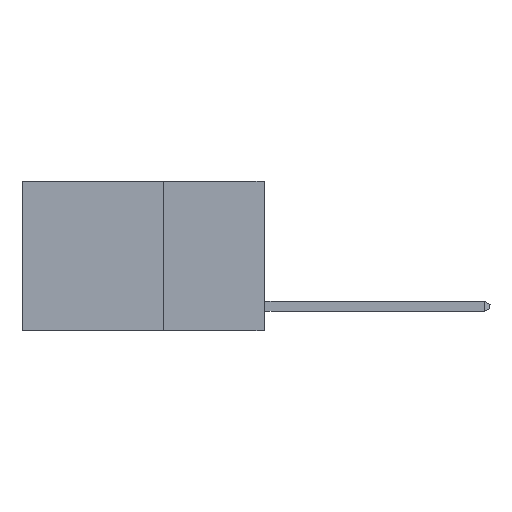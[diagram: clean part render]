
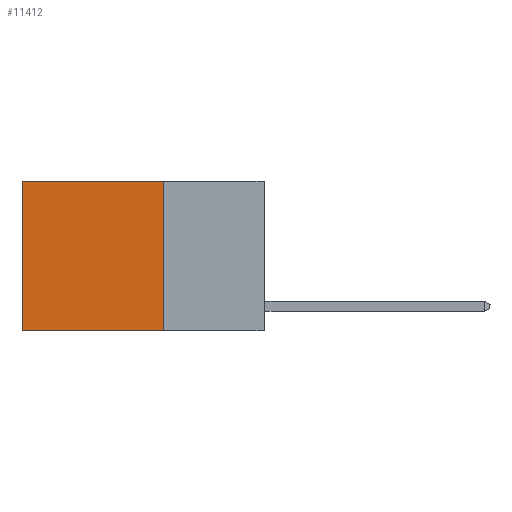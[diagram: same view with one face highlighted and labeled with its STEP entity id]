
A CAD part, left-side view. The second image highlights one B-rep face of the part: STEP entity #11412.
In plain terms, the highlighted planar face has unit normal (-1, 0, 0).
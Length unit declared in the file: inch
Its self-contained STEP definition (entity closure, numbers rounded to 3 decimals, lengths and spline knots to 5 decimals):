
#601 = CARTESIAN_POINT ( 'NONE',  ( 0.2625, 0.25, 0. ) ) ;
#684 = CARTESIAN_POINT ( 'NONE',  ( 0.2625, 0.25, 0. ) ) ;
#1380 = LINE ( 'NONE', #20470, #6787 ) ;
#1647 = VECTOR ( 'NONE', #21800, 39.37008 ) ;
#1928 = LINE ( 'NONE', #684, #4452 ) ;
#2847 = CARTESIAN_POINT ( 'NONE',  ( 0.2625, 0.6, -0.37 ) ) ;
#2969 = EDGE_CURVE ( 'NONE', #9239, #13925, #20018, .T. ) ;
#3261 = CARTESIAN_POINT ( 'NONE',  ( 0.2625, 0.6, 0. ) ) ;
#3293 = ORIENTED_EDGE ( 'NONE', *, *, #21189, .T. ) ;
#3776 = VECTOR ( 'NONE', #16079, 39.37008 ) ;
#4452 = VECTOR ( 'NONE', #23127, 39.37008 ) ;
#6787 = VECTOR ( 'NONE', #8275, 39.37008 ) ;
#7026 = LINE ( 'NONE', #7545, #1647 ) ;
#7053 = FACE_OUTER_BOUND ( 'NONE', #9582, .T. ) ;
#7545 = CARTESIAN_POINT ( 'NONE',  ( 0.2625, 0.25, 0. ) ) ;
#7558 = PLANE ( 'NONE',  #12374 ) ;
#7841 = VERTEX_POINT ( 'NONE', #601 ) ;
#8275 = DIRECTION ( 'NONE',  ( 0., 0., -1. ) ) ;
#9239 = VERTEX_POINT ( 'NONE', #10776 ) ;
#9582 = EDGE_LOOP ( 'NONE', ( #3293, #19881, #17844, #24706 ) ) ;
#9619 = DIRECTION ( 'NONE',  ( 1., 0., 0. ) ) ;
#10776 = CARTESIAN_POINT ( 'NONE',  ( 0.2625, 0.25, -0.37 ) ) ;
#11412 = ADVANCED_FACE ( 'NONE', ( #7053 ), #7558, .F. ) ;
#11638 = EDGE_CURVE ( 'NONE', #7841, #15713, #7026, .T. ) ;
#12374 = AXIS2_PLACEMENT_3D ( 'NONE', #19777, #9619, #23844 ) ;
#13898 = EDGE_CURVE ( 'NONE', #7841, #9239, #1928, .T. ) ;
#13925 = VERTEX_POINT ( 'NONE', #2847 ) ;
#15713 = VERTEX_POINT ( 'NONE', #3261 ) ;
#16079 = DIRECTION ( 'NONE',  ( 0., 1., 0. ) ) ;
#17844 = ORIENTED_EDGE ( 'NONE', *, *, #13898, .F. ) ;
#19777 = CARTESIAN_POINT ( 'NONE',  ( 0.2625, 0.25, 0. ) ) ;
#19881 = ORIENTED_EDGE ( 'NONE', *, *, #2969, .F. ) ;
#20018 = LINE ( 'NONE', #26248, #3776 ) ;
#20470 = CARTESIAN_POINT ( 'NONE',  ( 0.2625, 0.6, 0. ) ) ;
#21189 = EDGE_CURVE ( 'NONE', #15713, #13925, #1380, .T. ) ;
#21800 = DIRECTION ( 'NONE',  ( 0., 1., 0. ) ) ;
#23127 = DIRECTION ( 'NONE',  ( 0., 0., -1. ) ) ;
#23844 = DIRECTION ( 'NONE',  ( 0., 0., -1. ) ) ;
#24706 = ORIENTED_EDGE ( 'NONE', *, *, #11638, .T. ) ;
#26248 = CARTESIAN_POINT ( 'NONE',  ( 0.2625, 0.25, -0.37 ) ) ;
